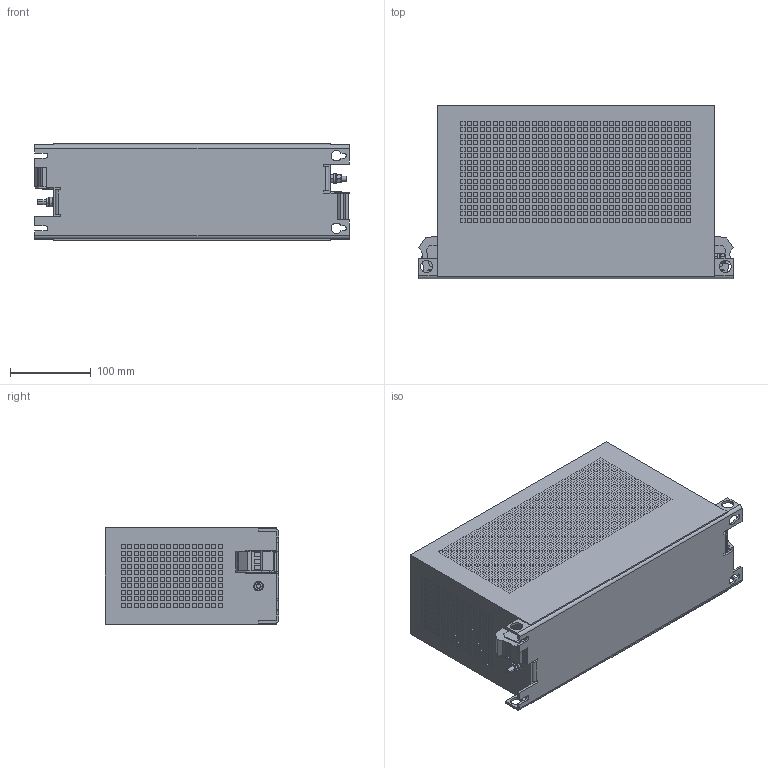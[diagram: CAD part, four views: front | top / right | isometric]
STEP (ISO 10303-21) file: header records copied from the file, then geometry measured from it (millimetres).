
FILE_DESCRIPTION (( 'STEP AP214' ), '1' );
FILE_NAME ('211286.STEP', '2020-05-28T16:19:58', ( '' ), ( '' ), 'SwSTEP 2.0', 'SolidWorks 2018', '' );
FILE_SCHEMA (( 'AUTOMOTIVE_DESIGN' ));
Products named in the file (1): 211286
Bounding box: 390.03 x 215 x 120 mm (x, y, z)
Volume: 8912445.9 mm3; surface area: 305178.5 mm2
Topology: 1 solids, 5 shells, 8900 faces, 21598 edges, 14364 vertices
Faces by surface type: plane 8600, bspline 114, cylinder 102, cone 64, torus 16, sphere 4
Entity records: 260209 total; most frequent: CARTESIAN_POINT 51277, ORIENTED_EDGE 43180, DIRECTION 39177, EDGE_CURVE 21590, VECTOR 20857, LINE 20857, VERTEX_POINT 14364, EDGE_LOOP 10584
